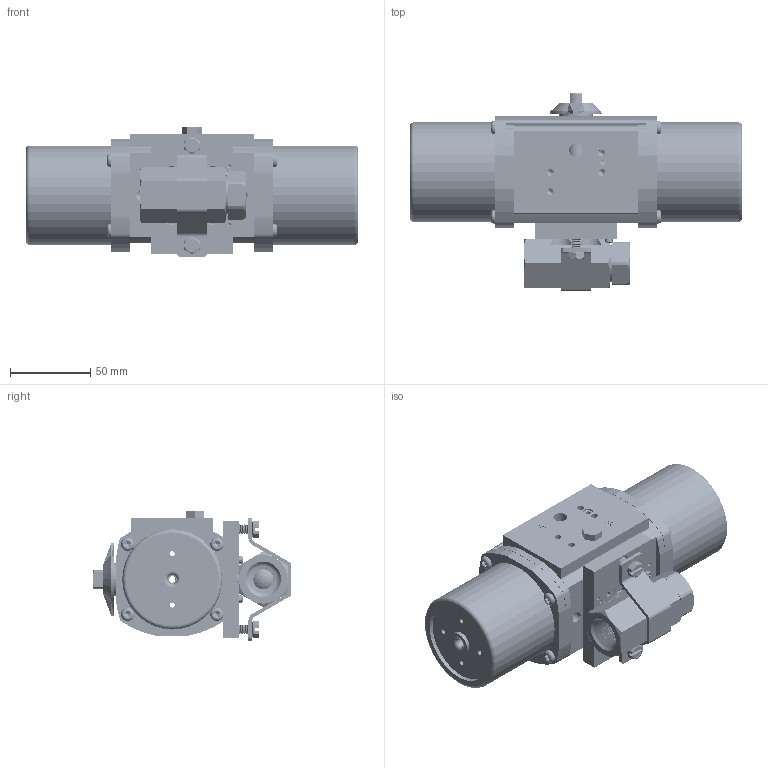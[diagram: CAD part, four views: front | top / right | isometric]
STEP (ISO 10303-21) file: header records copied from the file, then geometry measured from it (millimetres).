
FILE_DESCRIPTION (( 'STEP AP203' ), '1' );
FILE_NAME ('85MXXNA512SR.step', '2018-03-13T16:36:00', ( '' ), ( '' ), 'SwSTEP 2.0', 'SolidWorks 2017', '' );
FILE_SCHEMA (( 'CONFIG_CONTROL_DESIGN' ));
Products named in the file (1): 85MXXNA512SR
Bounding box: 206.38 x 123.57 x 80.39 mm (x, y, z)
Volume: 448687.5 mm3; surface area: 202606.9 mm2
Topology: 48 solids, 48 shells, 3714 faces, 9823 edges, 6174 vertices
Faces by surface type: cylinder 1971, cone 882, plane 584, bspline 151, torus 120, sphere 6
Entity records: 179104 total; most frequent: CARTESIAN_POINT 93200, ORIENTED_EDGE 19390, DIRECTION 17158, EDGE_CURVE 9695, AXIS2_PLACEMENT_3D 6749, VERTEX_POINT 6170, EDGE_LOOP 3963, ADVANCED_FACE 3714
